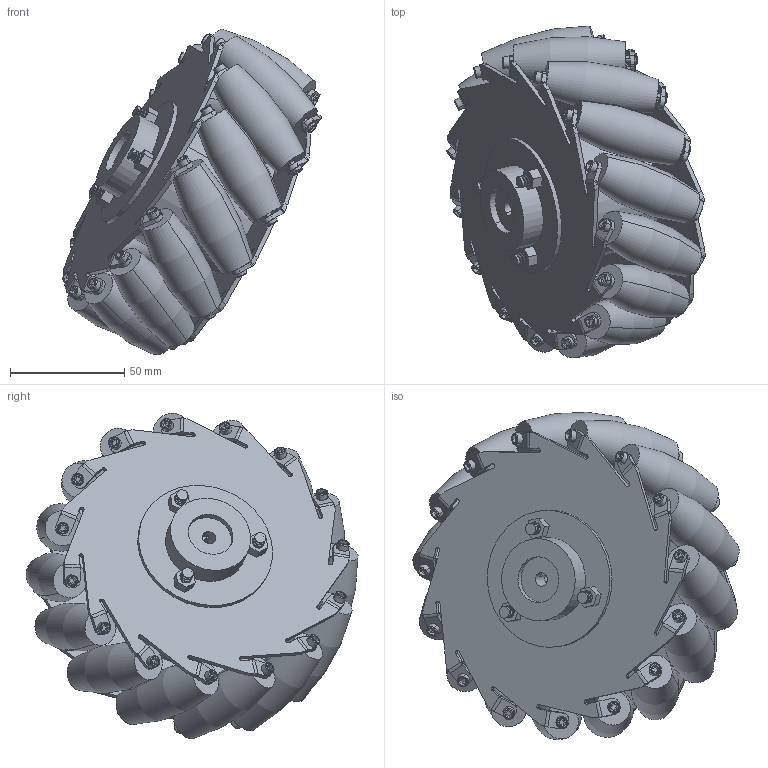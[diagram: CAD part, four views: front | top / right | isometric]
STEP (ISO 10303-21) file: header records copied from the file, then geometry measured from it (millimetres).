
FILE_DESCRIPTION (( 'STEP AP203' ), '1' );
FILE_NAME ('Mecanum Wheel 2.STEP', '2022-02-24T14:05:05', ( '' ), ( '' ), 'SwSTEP 2.0', 'SolidWorks 2018', '' );
FILE_SCHEMA (( 'CONFIG_CONTROL_DESIGN' ));
Length unit declared in the file: millimetre
Products named in the file (9): M5 Nut; inner cylinder; coupler; coupler-2; plate 2; M5 Screw 6cm; Satellite Wheel; screw 3mm; Mecanum Wheel 2
Assembly tree (56 placements, depth 2):
  Mecanum Wheel 2
    screw 3mm  x30
    Satellite Wheel  x15
    inner cylinder
    coupler
    coupler-2
    M5 Screw 6cm  x3
    M5 Nut  x3
    plate 2  x2
Bounding box: 112.93 x 145.21 x 142.48 mm (x, y, z)
Volume: 403354.2 mm3; surface area: 150757.4 mm2
Topology: 56 solids, 56 shells, 1752 faces, 4080 edges, 2535 vertices
Faces by surface type: cylinder 850, plane 704, torus 90, cone 60, bspline 48
Entity records: 19397 total; most frequent: CARTESIAN_POINT 6276, DIRECTION 2319, ORIENTED_EDGE 2268, EDGE_CURVE 1134, AXIS2_PLACEMENT_3D 874, VERTEX_POINT 711, LINE 571, VECTOR 571
